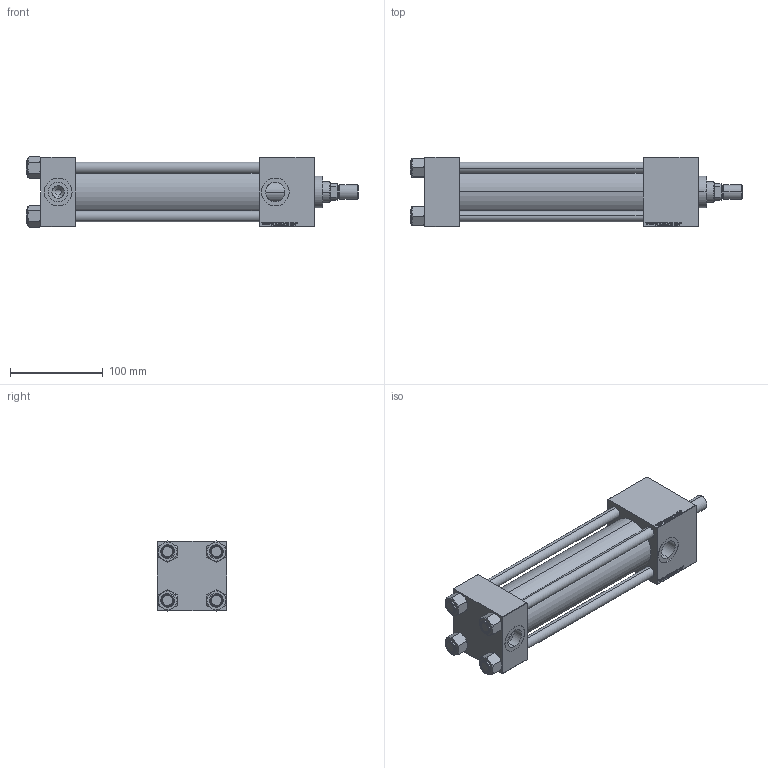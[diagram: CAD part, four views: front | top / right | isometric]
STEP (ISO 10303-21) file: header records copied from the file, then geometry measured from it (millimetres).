
FILE_DESCRIPTION (( 'STEP AP203' ), '1' );
FILE_NAME ('8428.STEP', '2022-04-15T17:16:19', ( '' ), ( '' ), 'SwSTEP 2.0', 'SolidWorks 2019', '' );
FILE_SCHEMA (( 'CONFIG_CONTROL_DESIGN' ));
Length unit declared in the file: millimetre
Products named in the file (7): 8428; V215CR_C_TYCINKA 363831de84572d6c80db6ca82d9dec9d; V215CR_VCP_C 363831de84572d6c80db6ca82d9dec9d; V215_VC_A 363831de84572d6c80db6ca82d9dec9d; NUT_M5_C 363831de84572d6c80db6ca82d9dec9d; ROD_END_AH 363831de84572d6c80db6ca82d9dec9d; V215CR_C_Body 363831de84572d6c80db6ca82d9dec9d
Assembly tree (12 placements, depth 2):
  8428
    V215CR_C_Body 363831de84572d6c80db6ca82d9dec9d
    V215CR_VCP_C 363831de84572d6c80db6ca82d9dec9d
    NUT_M5_C 363831de84572d6c80db6ca82d9dec9d  x4
    V215CR_C_TYCINKA 363831de84572d6c80db6ca82d9dec9d  x4
    V215_VC_A 363831de84572d6c80db6ca82d9dec9d
    ROD_END_AH 363831de84572d6c80db6ca82d9dec9d
Bounding box: 357 x 75 x 75.54 mm (x, y, z)
Volume: 847617.9 mm3; surface area: 226314.5 mm2
Topology: 12 solids, 12 shells, 1169 faces, 2910 edges, 1887 vertices
Faces by surface type: plane 532, bspline 392, cone 140, cylinder 95, torus 10
Entity records: 50825 total; most frequent: CARTESIAN_POINT 27188, ORIENTED_EDGE 5312, DIRECTION 3408, EDGE_CURVE 2656, VERTEX_POINT 1743, LINE 1602, VECTOR 1602, EDGE_LOOP 1183
